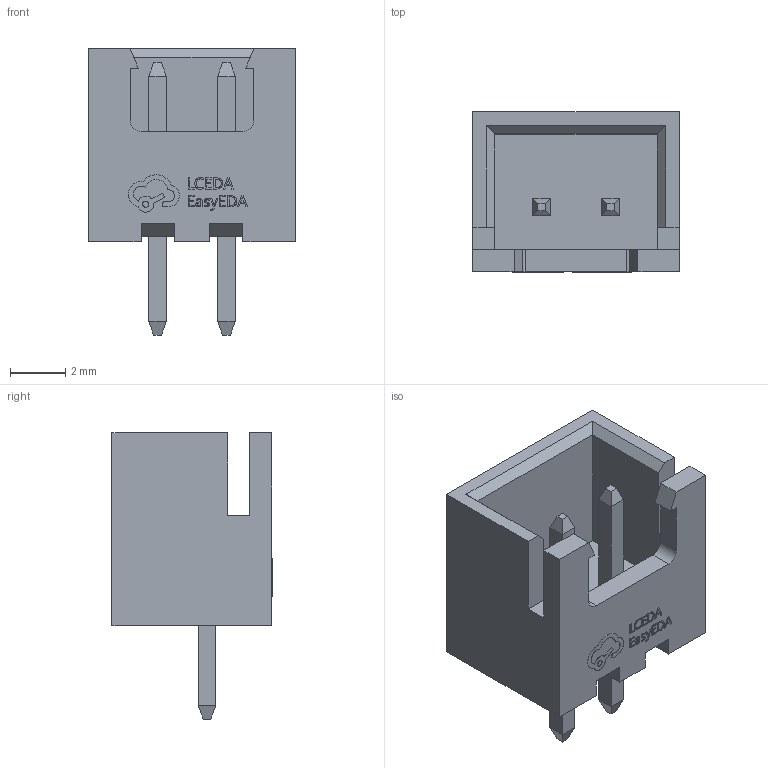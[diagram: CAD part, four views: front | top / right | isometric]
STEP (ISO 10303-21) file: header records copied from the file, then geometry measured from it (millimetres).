
FILE_DESCRIPTION (( 'STEP AP214' ), '1' );
FILE_NAME ('CONN-TH_2P-P2.50_XH-2A_3045048.STEP', '2023-04-02T08:53:50', ( '' ), ( '' ), 'SwSTEP 2.0', 'SolidWorks 2020', '' );
FILE_SCHEMA (( 'AUTOMOTIVE_DESIGN' ));
Length unit declared in the file: millimetre
Products named in the file (1): CONN-TH_2P-P2.50_XH-2A_3045048
Bounding box: 7.5 x 5.81 x 10.4 mm (x, y, z)
Volume: 167.3 mm3; surface area: 394.7 mm2
Topology: 1 solids, 1 shells, 301 faces, 810 edges, 534 vertices
Faces by surface type: plane 201, bspline 98, cylinder 2
Entity records: 13161 total; most frequent: CARTESIAN_POINT 2952, ORIENTED_EDGE 1620, DIRECTION 1022, EDGE_CURVE 810, VECTOR 606, LINE 606, VERTEX_POINT 534, EDGE_LOOP 324
